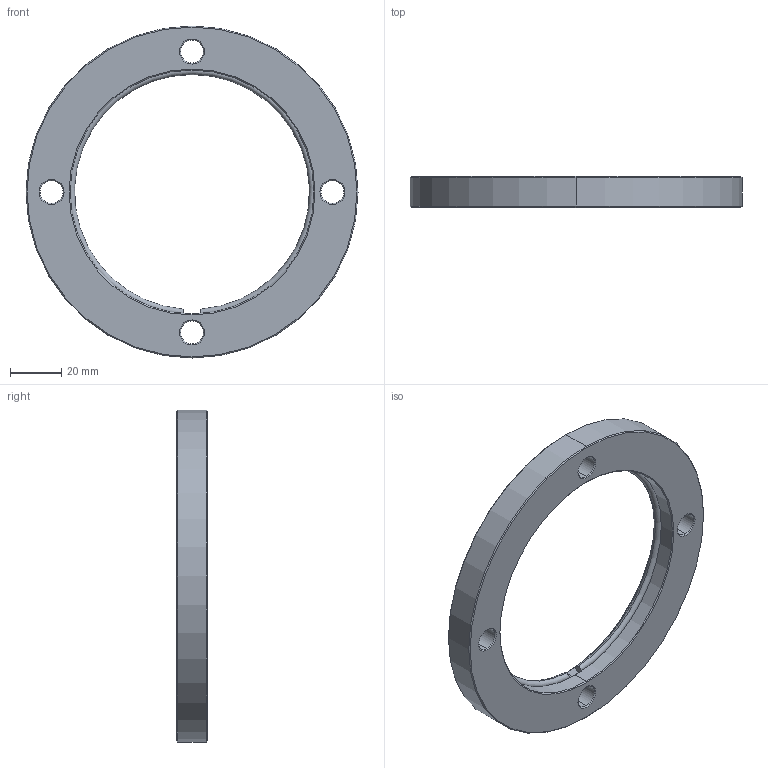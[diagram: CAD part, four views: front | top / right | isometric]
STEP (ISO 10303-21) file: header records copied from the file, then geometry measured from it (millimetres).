
FILE_DESCRIPTION (( 'STEP AP214' ), '1' );
FILE_NAME ('Hositrad_ISO63R.STEP', '2017-06-01T14:27:19', ( 'Gebruiker' ), ( '' ), 'SwSTEP 2.0', 'SolidWorks 2017', '' );
FILE_SCHEMA (( 'AUTOMOTIVE_DESIGN' ));
Length unit declared in the file: millimetre
Products named in the file (3): Hositrad_ISO63R; ISO-K-Rotat-All_ISO63; RetainingRing-All_ISO63
Assembly tree (2 placements, depth 2):
  Hositrad_ISO63R
    ISO-K-Rotat-All_ISO63
    RetainingRing-All_ISO63
Bounding box: 130 x 12 x 130 mm (x, y, z)
Volume: 69819.2 mm3; surface area: 23782.3 mm2
Topology: 2 solids, 2 shells, 46 faces, 98 edges, 56 vertices
Faces by surface type: cone 24, cylinder 14, torus 4, plane 4
Entity records: 1390 total; most frequent: DIRECTION 260, CARTESIAN_POINT 205, ORIENTED_EDGE 196, AXIS2_PLACEMENT_3D 111, EDGE_CURVE 98, CIRCLE 60, VERTEX_POINT 56, EDGE_LOOP 56
